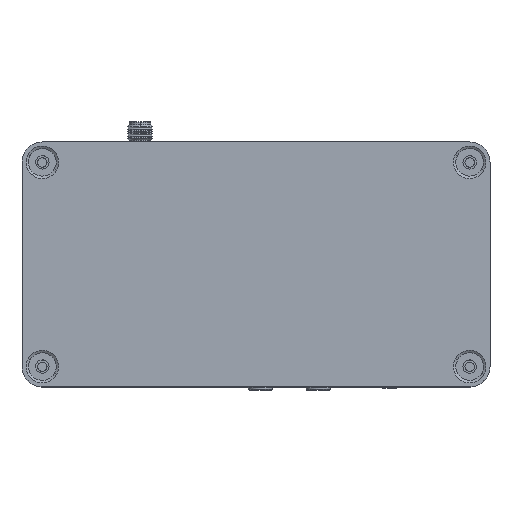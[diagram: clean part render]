
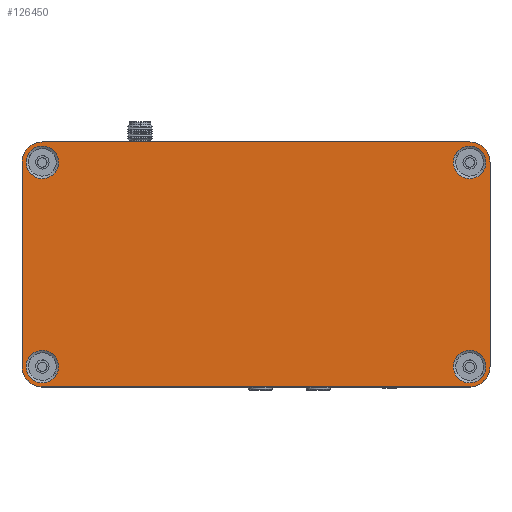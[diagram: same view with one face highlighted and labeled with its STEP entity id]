
A CAD part, top view. The second image highlights one B-rep face of the part: STEP entity #126450.
In plain terms, the highlighted planar face has unit normal (0, 0, 1).
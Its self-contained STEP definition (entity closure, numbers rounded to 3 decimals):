
#124636=CARTESIAN_POINT('Vertex',(52.5,-30.1,21.55)) ;
#124639=CARTESIAN_POINT('Line Origine',(0.,-30.1,21.55)) ;
#124643=CARTESIAN_POINT('Vertex',(-52.5,-30.1,21.55)) ;
#124776=CARTESIAN_POINT('Vertex',(-57.5,-25.1,21.55)) ;
#124779=CARTESIAN_POINT('Axis2P3D Location',(-52.5,-25.1,21.55)) ;
#124796=CARTESIAN_POINT('Line Origine',(-57.5,0.,21.55)) ;
#124800=CARTESIAN_POINT('Vertex',(-57.5,25.1,21.55)) ;
#124824=CARTESIAN_POINT('Vertex',(-52.5,30.1,21.55)) ;
#124827=CARTESIAN_POINT('Axis2P3D Location',(-52.5,25.1,21.55)) ;
#124848=CARTESIAN_POINT('Vertex',(57.5,25.1,21.55)) ;
#124855=CARTESIAN_POINT('Vertex',(52.5,30.1,21.55)) ;
#124858=CARTESIAN_POINT('Axis2P3D Location',(52.5,25.1,21.55)) ;
#124879=CARTESIAN_POINT('Vertex',(57.5,-25.1,21.55)) ;
#124882=CARTESIAN_POINT('Axis2P3D Location',(52.5,-25.1,21.55)) ;
#125469=CARTESIAN_POINT('Line Origine',(57.5,0.,21.55)) ;
#126112=CARTESIAN_POINT('Vertex',(-48.99,-27.018,21.55)) ;
#126119=CARTESIAN_POINT('Vertex',(-56.01,-23.182,21.55)) ;
#126122=CARTESIAN_POINT('Axis2P3D Location',(-52.5,-25.1,21.55)) ;
#126139=CARTESIAN_POINT('Axis2P3D Location',(-52.5,-25.1,21.55)) ;
#126203=CARTESIAN_POINT('Vertex',(56.01,-27.018,21.55)) ;
#126210=CARTESIAN_POINT('Vertex',(48.99,-23.182,21.55)) ;
#126213=CARTESIAN_POINT('Axis2P3D Location',(52.5,-25.1,21.55)) ;
#126230=CARTESIAN_POINT('Axis2P3D Location',(52.5,-25.1,21.55)) ;
#126294=CARTESIAN_POINT('Vertex',(56.01,23.182,21.55)) ;
#126301=CARTESIAN_POINT('Vertex',(48.99,27.018,21.55)) ;
#126304=CARTESIAN_POINT('Axis2P3D Location',(52.5,25.1,21.55)) ;
#126321=CARTESIAN_POINT('Axis2P3D Location',(52.5,25.1,21.55)) ;
#126376=CARTESIAN_POINT('Axis2P3D Location',(0.,0.,21.55)) ;
#126381=CARTESIAN_POINT('Line Origine',(0.,30.1,21.55)) ;
#126397=CARTESIAN_POINT('Control Point',(-48.99,23.182,21.55)) ;
#126398=CARTESIAN_POINT('Control Point',(-49.291,22.631,21.55)) ;
#126399=CARTESIAN_POINT('Control Point',(-49.7,22.139,21.55)) ;
#126400=CARTESIAN_POINT('Control Point',(-50.203,21.734,21.55)) ;
#126401=CARTESIAN_POINT('Control Point',(-51.339,21.143,21.55)) ;
#126402=CARTESIAN_POINT('Control Point',(-52.614,21.026,21.55)) ;
#126403=CARTESIAN_POINT('Control Point',(-53.256,21.095,21.55)) ;
#126404=CARTESIAN_POINT('Control Point',(-54.477,21.481,21.55)) ;
#126405=CARTESIAN_POINT('Control Point',(-55.461,22.3,21.55)) ;
#126406=CARTESIAN_POINT('Control Point',(-55.866,22.803,21.55)) ;
#126407=CARTESIAN_POINT('Control Point',(-56.457,23.939,21.55)) ;
#126408=CARTESIAN_POINT('Control Point',(-56.574,25.214,21.55)) ;
#126409=CARTESIAN_POINT('Control Point',(-56.505,25.856,21.55)) ;
#126410=CARTESIAN_POINT('Control Point',(-56.312,26.466,21.55)) ;
#126411=CARTESIAN_POINT('Control Point',(-56.01,27.018,21.55)) ;
#126412=CARTESIAN_POINT('Vertex',(-48.99,23.182,21.55)) ;
#126414=CARTESIAN_POINT('Vertex',(-56.01,27.018,21.55)) ;
#126418=CARTESIAN_POINT('Control Point',(-56.01,27.018,21.55)) ;
#126419=CARTESIAN_POINT('Control Point',(-55.709,27.569,21.55)) ;
#126420=CARTESIAN_POINT('Control Point',(-55.3,28.061,21.55)) ;
#126421=CARTESIAN_POINT('Control Point',(-54.797,28.466,21.55)) ;
#126422=CARTESIAN_POINT('Control Point',(-53.661,29.057,21.55)) ;
#126423=CARTESIAN_POINT('Control Point',(-52.386,29.174,21.55)) ;
#126424=CARTESIAN_POINT('Control Point',(-51.744,29.105,21.55)) ;
#126425=CARTESIAN_POINT('Control Point',(-50.523,28.719,21.55)) ;
#126426=CARTESIAN_POINT('Control Point',(-49.539,27.9,21.55)) ;
#126427=CARTESIAN_POINT('Control Point',(-49.134,27.397,21.55)) ;
#126428=CARTESIAN_POINT('Control Point',(-48.543,26.261,21.55)) ;
#126429=CARTESIAN_POINT('Control Point',(-48.426,24.986,21.55)) ;
#126430=CARTESIAN_POINT('Control Point',(-48.495,24.344,21.55)) ;
#126431=CARTESIAN_POINT('Control Point',(-48.688,23.734,21.55)) ;
#126432=CARTESIAN_POINT('Control Point',(-48.99,23.182,21.55)) ;
#124640=DIRECTION('Vector Direction',(1.,0.,0.)) ;
#124780=DIRECTION('Axis2P3D Direction',(0.,0.,-1.)) ;
#124797=DIRECTION('Vector Direction',(0.,-1.,0.)) ;
#124828=DIRECTION('Axis2P3D Direction',(0.,0.,-1.)) ;
#124859=DIRECTION('Axis2P3D Direction',(0.,0.,-1.)) ;
#124883=DIRECTION('Axis2P3D Direction',(0.,0.,-1.)) ;
#125470=DIRECTION('Vector Direction',(0.,1.,0.)) ;
#126123=DIRECTION('Axis2P3D Direction',(0.,0.,-1.)) ;
#126140=DIRECTION('Axis2P3D Direction',(0.,0.,-1.)) ;
#126214=DIRECTION('Axis2P3D Direction',(0.,0.,-1.)) ;
#126231=DIRECTION('Axis2P3D Direction',(0.,0.,-1.)) ;
#126305=DIRECTION('Axis2P3D Direction',(0.,0.,-1.)) ;
#126322=DIRECTION('Axis2P3D Direction',(0.,0.,-1.)) ;
#126377=DIRECTION('Axis2P3D Direction',(0.,0.,-1.)) ;
#126378=DIRECTION('Axis2P3D XDirection',(1.,0.,0.)) ;
#126382=DIRECTION('Vector Direction',(1.,0.,0.)) ;
#124781=AXIS2_PLACEMENT_3D('Circle Axis2P3D',#124779,#124780,$) ;
#124829=AXIS2_PLACEMENT_3D('Circle Axis2P3D',#124827,#124828,$) ;
#124860=AXIS2_PLACEMENT_3D('Circle Axis2P3D',#124858,#124859,$) ;
#124884=AXIS2_PLACEMENT_3D('Circle Axis2P3D',#124882,#124883,$) ;
#126124=AXIS2_PLACEMENT_3D('Circle Axis2P3D',#126122,#126123,$) ;
#126141=AXIS2_PLACEMENT_3D('Circle Axis2P3D',#126139,#126140,$) ;
#126215=AXIS2_PLACEMENT_3D('Circle Axis2P3D',#126213,#126214,$) ;
#126232=AXIS2_PLACEMENT_3D('Circle Axis2P3D',#126230,#126231,$) ;
#126306=AXIS2_PLACEMENT_3D('Circle Axis2P3D',#126304,#126305,$) ;
#126323=AXIS2_PLACEMENT_3D('Circle Axis2P3D',#126321,#126322,$) ;
#126379=AXIS2_PLACEMENT_3D('Plane Axis2P3D',#126376,#126377,#126378) ;
#126387=ORIENTED_EDGE('',*,*,#124862,.F.) ;
#126388=ORIENTED_EDGE('',*,*,#126385,.F.) ;
#126389=ORIENTED_EDGE('',*,*,#124831,.F.) ;
#126390=ORIENTED_EDGE('',*,*,#124802,.F.) ;
#126391=ORIENTED_EDGE('',*,*,#124783,.F.) ;
#126392=ORIENTED_EDGE('',*,*,#124645,.F.) ;
#126393=ORIENTED_EDGE('',*,*,#124886,.F.) ;
#126394=ORIENTED_EDGE('',*,*,#125473,.T.) ;
#126435=ORIENTED_EDGE('',*,*,#126416,.T.) ;
#126436=ORIENTED_EDGE('',*,*,#126433,.T.) ;
#126439=ORIENTED_EDGE('',*,*,#126308,.T.) ;
#126440=ORIENTED_EDGE('',*,*,#126325,.T.) ;
#126443=ORIENTED_EDGE('',*,*,#126217,.T.) ;
#126444=ORIENTED_EDGE('',*,*,#126234,.T.) ;
#126447=ORIENTED_EDGE('',*,*,#126126,.T.) ;
#126448=ORIENTED_EDGE('',*,*,#126143,.T.) ;
#126437=FACE_BOUND('',#126434,.T.) ;
#126441=FACE_BOUND('',#126438,.T.) ;
#126445=FACE_BOUND('',#126442,.T.) ;
#126449=FACE_BOUND('',#126446,.T.) ;
#124641=VECTOR('Line Direction',#124640,1.) ;
#124798=VECTOR('Line Direction',#124797,1.) ;
#125471=VECTOR('Line Direction',#125470,1.) ;
#126383=VECTOR('Line Direction',#126382,1.) ;
#126450=ADVANCED_FACE('PartBody',(#126395,#126437,#126441,#126445,#126449),#126380,.F.) ;
#126396=B_SPLINE_CURVE_WITH_KNOTS('',5,(#126397,#126398,#126399,#126400,#126401,#126402,#126403,#126404,#126405,#126406,#126407,#126408,#126409,#126410,#126411),.UNSPECIFIED.,.F.,.U.,(6,3,3,3,6),(2.,5.142,8.283,11.425,14.566),.UNSPECIFIED.) ;
#126417=B_SPLINE_CURVE_WITH_KNOTS('',5,(#126418,#126419,#126420,#126421,#126422,#126423,#126424,#126425,#126426,#126427,#126428,#126429,#126430,#126431,#126432),.UNSPECIFIED.,.F.,.U.,(6,3,3,3,6),(14.566,17.708,20.85,23.991,27.133),.UNSPECIFIED.) ;
#124782=CIRCLE('generated circle',#124781,5.) ;
#124830=CIRCLE('generated circle',#124829,5.) ;
#124861=CIRCLE('generated circle',#124860,5.) ;
#124885=CIRCLE('generated circle',#124884,5.) ;
#126125=CIRCLE('generated circle',#126124,4.) ;
#126142=CIRCLE('generated circle',#126141,4.) ;
#126216=CIRCLE('generated circle',#126215,4.) ;
#126233=CIRCLE('generated circle',#126232,4.) ;
#126307=CIRCLE('generated circle',#126306,4.) ;
#126324=CIRCLE('generated circle',#126323,4.) ;
#124645=EDGE_CURVE('',#124637,#124644,#124642,.F.) ;
#124783=EDGE_CURVE('',#124644,#124777,#124782,.T.) ;
#124802=EDGE_CURVE('',#124777,#124801,#124799,.F.) ;
#124831=EDGE_CURVE('',#124801,#124825,#124830,.T.) ;
#124862=EDGE_CURVE('',#124856,#124849,#124861,.T.) ;
#124886=EDGE_CURVE('',#124880,#124637,#124885,.T.) ;
#125473=EDGE_CURVE('',#124880,#124849,#125472,.T.) ;
#126126=EDGE_CURVE('',#126113,#126120,#126125,.T.) ;
#126143=EDGE_CURVE('',#126120,#126113,#126142,.T.) ;
#126217=EDGE_CURVE('',#126204,#126211,#126216,.T.) ;
#126234=EDGE_CURVE('',#126211,#126204,#126233,.T.) ;
#126308=EDGE_CURVE('',#126295,#126302,#126307,.T.) ;
#126325=EDGE_CURVE('',#126302,#126295,#126324,.T.) ;
#126385=EDGE_CURVE('',#124825,#124856,#126384,.T.) ;
#126416=EDGE_CURVE('',#126413,#126415,#126396,.T.) ;
#126433=EDGE_CURVE('',#126415,#126413,#126417,.T.) ;
#126386=EDGE_LOOP('',(#126387,#126388,#126389,#126390,#126391,#126392,#126393,#126394)) ;
#126434=EDGE_LOOP('',(#126435,#126436)) ;
#126438=EDGE_LOOP('',(#126439,#126440)) ;
#126442=EDGE_LOOP('',(#126443,#126444)) ;
#126446=EDGE_LOOP('',(#126447,#126448)) ;
#126395=FACE_OUTER_BOUND('',#126386,.T.) ;
#124642=LINE('Line',#124639,#124641) ;
#124799=LINE('Line',#124796,#124798) ;
#125472=LINE('Line',#125469,#125471) ;
#126384=LINE('Line',#126381,#126383) ;
#126380=PLANE('Plane',#126379) ;
#124637=VERTEX_POINT('',#124636) ;
#124644=VERTEX_POINT('',#124643) ;
#124777=VERTEX_POINT('',#124776) ;
#124801=VERTEX_POINT('',#124800) ;
#124825=VERTEX_POINT('',#124824) ;
#124849=VERTEX_POINT('',#124848) ;
#124856=VERTEX_POINT('',#124855) ;
#124880=VERTEX_POINT('',#124879) ;
#126113=VERTEX_POINT('',#126112) ;
#126120=VERTEX_POINT('',#126119) ;
#126204=VERTEX_POINT('',#126203) ;
#126211=VERTEX_POINT('',#126210) ;
#126295=VERTEX_POINT('',#126294) ;
#126302=VERTEX_POINT('',#126301) ;
#126413=VERTEX_POINT('',#126412) ;
#126415=VERTEX_POINT('',#126414) ;
